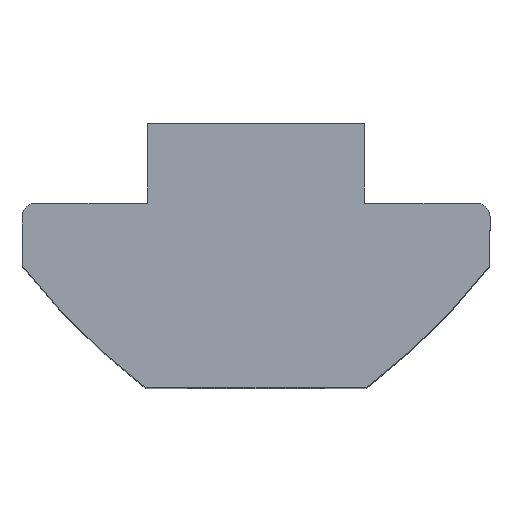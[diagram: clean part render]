
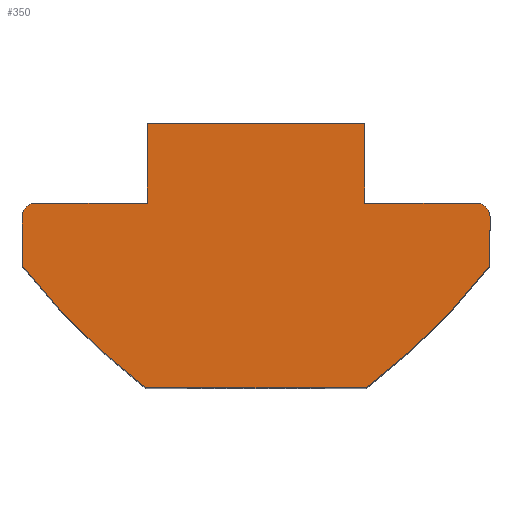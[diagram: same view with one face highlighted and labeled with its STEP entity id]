
A CAD part, top view. The second image highlights one B-rep face of the part: STEP entity #350.
In plain terms, the highlighted planar face has unit normal (0, 0, 1).
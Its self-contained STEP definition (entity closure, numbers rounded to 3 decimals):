
#12 = VERTEX_POINT ( 'NONE', #82 ) ;
#17 = ORIENTED_EDGE ( 'NONE', *, *, #578, .T. ) ;
#20 = EDGE_CURVE ( 'NONE', #455, #280, #256, .T. ) ;
#29 = DIRECTION ( 'NONE',  ( 1., 0., 0. ) ) ;
#30 = DIRECTION ( 'NONE',  ( -1., 0., 0. ) ) ;
#47 = CARTESIAN_POINT ( 'NONE',  ( -10.809, 9.918, 22. ) ) ;
#55 = EDGE_CURVE ( 'NONE', #471, #696, #207, .T. ) ;
#58 = VECTOR ( 'NONE', #308, 1000. ) ;
#69 = ORIENTED_EDGE ( 'NONE', *, *, #665, .F. ) ;
#72 = PLANE ( 'NONE',  #527 ) ;
#82 = CARTESIAN_POINT ( 'NONE',  ( -3.95, -2.9, 22. ) ) ;
#83 = CARTESIAN_POINT ( 'NONE',  ( -8.5, 9.918, 22. ) ) ;
#90 = CARTESIAN_POINT ( 'NONE',  ( 8., -3.4, 22. ) ) ;
#92 = VERTEX_POINT ( 'NONE', #500 ) ;
#123 = ORIENTED_EDGE ( 'NONE', *, *, #720, .T. ) ;
#130 = EDGE_CURVE ( 'NONE', #237, #524, #519, .T. ) ;
#140 = VERTEX_POINT ( 'NONE', #328 ) ;
#158 = DIRECTION ( 'NONE',  ( -1., 0., 0. ) ) ;
#164 = CARTESIAN_POINT ( 'NONE',  ( 10.809, -2.9, 22. ) ) ;
#165 = ORIENTED_EDGE ( 'NONE', *, *, #565, .F. ) ;
#182 = CIRCLE ( 'NONE', #431, 24.5 ) ;
#194 = CARTESIAN_POINT ( 'NONE',  ( 8., -2.9, 22. ) ) ;
#203 = CARTESIAN_POINT ( 'NONE',  ( 8.5, 9.918, 22. ) ) ;
#205 = VECTOR ( 'NONE', #548, 1000. ) ;
#206 = DIRECTION ( 'NONE',  ( 0., 1., 0. ) ) ;
#207 = LINE ( 'NONE', #372, #638 ) ;
#214 = LINE ( 'NONE', #601, #58 ) ;
#237 = VERTEX_POINT ( 'NONE', #335 ) ;
#242 = DIRECTION ( 'NONE',  ( 1., 0., 0. ) ) ;
#252 = DIRECTION ( 'NONE',  ( 0., -1., 0. ) ) ;
#256 = LINE ( 'NONE', #203, #686 ) ;
#262 = CARTESIAN_POINT ( 'NONE',  ( -3.95, 0., 22. ) ) ;
#265 = DIRECTION ( 'NONE',  ( 0., 0., 1. ) ) ;
#280 = VERTEX_POINT ( 'NONE', #567 ) ;
#291 = ORIENTED_EDGE ( 'NONE', *, *, #522, .T. ) ;
#302 = DIRECTION ( 'NONE',  ( 0., 1., 0. ) ) ;
#304 = ORIENTED_EDGE ( 'NONE', *, *, #680, .T. ) ;
#308 = DIRECTION ( 'NONE',  ( -1., 0., 0. ) ) ;
#309 = VECTOR ( 'NONE', #252, 1000. ) ;
#312 = CARTESIAN_POINT ( 'NONE',  ( -3.95, 0., 22. ) ) ;
#328 = CARTESIAN_POINT ( 'NONE',  ( 3.95, -2.9, 22. ) ) ;
#334 = VERTEX_POINT ( 'NONE', #700 ) ;
#335 = CARTESIAN_POINT ( 'NONE',  ( 3.95, 0., 22. ) ) ;
#350 = ADVANCED_FACE ( 'NONE', ( #551 ), #72, .T. ) ;
#372 = CARTESIAN_POINT ( 'NONE',  ( 10.809, -9.6, 22. ) ) ;
#377 = DIRECTION ( 'NONE',  ( 0., 0., 1. ) ) ;
#381 = AXIS2_PLACEMENT_3D ( 'NONE', #90, #653, #650 ) ;
#384 = CARTESIAN_POINT ( 'NONE',  ( -8., -3.4, 22. ) ) ;
#391 = VECTOR ( 'NONE', #437, 1000. ) ;
#423 = AXIS2_PLACEMENT_3D ( 'NONE', #384, #491, #158 ) ;
#426 = CARTESIAN_POINT ( 'NONE',  ( 10.809, 9.918, 22. ) ) ;
#431 = AXIS2_PLACEMENT_3D ( 'NONE', #426, #377, #30 ) ;
#434 = EDGE_CURVE ( 'NONE', #140, #237, #616, .T. ) ;
#435 = CIRCLE ( 'NONE', #381, 0.5 ) ;
#437 = DIRECTION ( 'NONE',  ( -1., 0., 0. ) ) ;
#455 = VERTEX_POINT ( 'NONE', #687 ) ;
#460 = LINE ( 'NONE', #83, #309 ) ;
#462 = AXIS2_PLACEMENT_3D ( 'NONE', #47, #265, #615 ) ;
#463 = VERTEX_POINT ( 'NONE', #194 ) ;
#471 = VERTEX_POINT ( 'NONE', #693 ) ;
#473 = ORIENTED_EDGE ( 'NONE', *, *, #560, .T. ) ;
#475 = CARTESIAN_POINT ( 'NONE',  ( 3.95, 9.918, 22. ) ) ;
#489 = EDGE_CURVE ( 'NONE', #92, #471, #182, .T. ) ;
#491 = DIRECTION ( 'NONE',  ( 0., 0., -1. ) ) ;
#500 = CARTESIAN_POINT ( 'NONE',  ( -8.5, -5.163, 22. ) ) ;
#511 = VERTEX_POINT ( 'NONE', #605 ) ;
#519 = LINE ( 'NONE', #562, #597 ) ;
#522 = EDGE_CURVE ( 'NONE', #511, #92, #460, .T. ) ;
#524 = VERTEX_POINT ( 'NONE', #262 ) ;
#526 = CARTESIAN_POINT ( 'NONE',  ( 10.809, 9.918, 22. ) ) ;
#527 = AXIS2_PLACEMENT_3D ( 'NONE', #526, #536, #242 ) ;
#536 = DIRECTION ( 'NONE',  ( 0., 0., 1. ) ) ;
#540 = LINE ( 'NONE', #164, #391 ) ;
#548 = DIRECTION ( 'NONE',  ( 0., -1., 0. ) ) ;
#550 = VECTOR ( 'NONE', #302, 1000. ) ;
#551 = FACE_OUTER_BOUND ( 'NONE', #716, .T. ) ;
#555 = ORIENTED_EDGE ( 'NONE', *, *, #489, .T. ) ;
#560 = EDGE_CURVE ( 'NONE', #524, #12, #588, .T. ) ;
#562 = CARTESIAN_POINT ( 'NONE',  ( 3.95, 0., 22. ) ) ;
#565 = EDGE_CURVE ( 'NONE', #463, #280, #435, .T. ) ;
#567 = CARTESIAN_POINT ( 'NONE',  ( 8.5, -3.4, 22. ) ) ;
#578 = EDGE_CURVE ( 'NONE', #12, #334, #214, .T. ) ;
#588 = LINE ( 'NONE', #312, #205 ) ;
#597 = VECTOR ( 'NONE', #660, 1000. ) ;
#601 = CARTESIAN_POINT ( 'NONE',  ( 10.809, -2.9, 22. ) ) ;
#605 = CARTESIAN_POINT ( 'NONE',  ( -8.5, -3.4, 22. ) ) ;
#615 = DIRECTION ( 'NONE',  ( -1., 0., 0. ) ) ;
#616 = LINE ( 'NONE', #475, #550 ) ;
#620 = ORIENTED_EDGE ( 'NONE', *, *, #55, .T. ) ;
#636 = CIRCLE ( 'NONE', #423, 0.5 ) ;
#638 = VECTOR ( 'NONE', #29, 1000. ) ;
#650 = DIRECTION ( 'NONE',  ( -1., 0., 0. ) ) ;
#653 = DIRECTION ( 'NONE',  ( 0., 0., -1. ) ) ;
#660 = DIRECTION ( 'NONE',  ( -1., 0., 0. ) ) ;
#661 = ORIENTED_EDGE ( 'NONE', *, *, #130, .T. ) ;
#665 = EDGE_CURVE ( 'NONE', #511, #334, #636, .T. ) ;
#666 = CIRCLE ( 'NONE', #462, 24.5 ) ;
#680 = EDGE_CURVE ( 'NONE', #463, #140, #540, .T. ) ;
#686 = VECTOR ( 'NONE', #206, 1000. ) ;
#687 = CARTESIAN_POINT ( 'NONE',  ( 8.5, -5.163, 22. ) ) ;
#690 = ORIENTED_EDGE ( 'NONE', *, *, #20, .T. ) ;
#693 = CARTESIAN_POINT ( 'NONE',  ( -4., -9.6, 22. ) ) ;
#696 = VERTEX_POINT ( 'NONE', #719 ) ;
#698 = ORIENTED_EDGE ( 'NONE', *, *, #434, .T. ) ;
#700 = CARTESIAN_POINT ( 'NONE',  ( -8., -2.9, 22. ) ) ;
#716 = EDGE_LOOP ( 'NONE', ( #123, #690, #165, #304, #698, #661, #473, #17, #69, #291, #555, #620 ) ) ;
#719 = CARTESIAN_POINT ( 'NONE',  ( 4., -9.6, 22. ) ) ;
#720 = EDGE_CURVE ( 'NONE', #696, #455, #666, .T. ) ;
